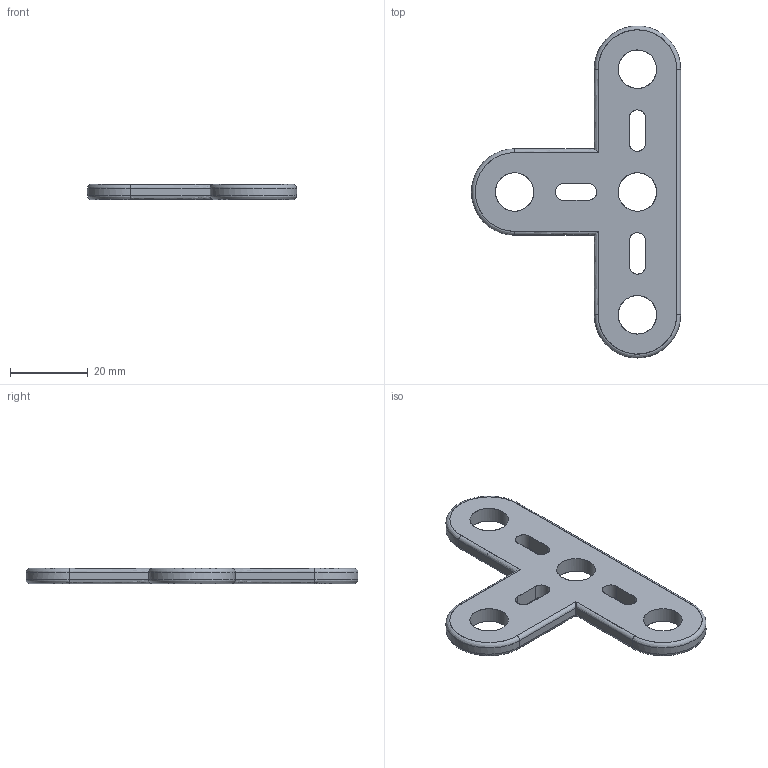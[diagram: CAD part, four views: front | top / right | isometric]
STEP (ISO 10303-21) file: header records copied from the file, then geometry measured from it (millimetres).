
FILE_DESCRIPTION((''),'2;1');
FILE_NAME('TSA.stp','2021-05-17T15:50:54',(''),(''),'AutoCAD STEP 2000i','AutoCAD 2000i',', , ');
FILE_SCHEMA(('CONFIG_CONTROL_DESIGN'));
Length unit declared in the file: millimetre
Products named in the file (1): TSA
Bounding box: 53.9 x 85.55 x 3.95 mm (x, y, z)
Surface area: 5606.2 mm2 (no closed solid volume)
Topology: 0 solids, 0 shells, 42 faces, 180 edges, 172 vertices
Faces by surface type: bspline 42
Entity records: 4949 total; most frequent: CARTESIAN_POINT 4067, QUASI_UNIFORM_CURVE 246, PCURVE 180, COMPOSITE_CURVE_SEGMENT 180, B_SPLINE_CURVE_WITH_KNOTS 64, OUTER_BOUNDARY_CURVE 42, CURVE_BOUNDED_SURFACE 42, BOUNDARY_CURVE 14
